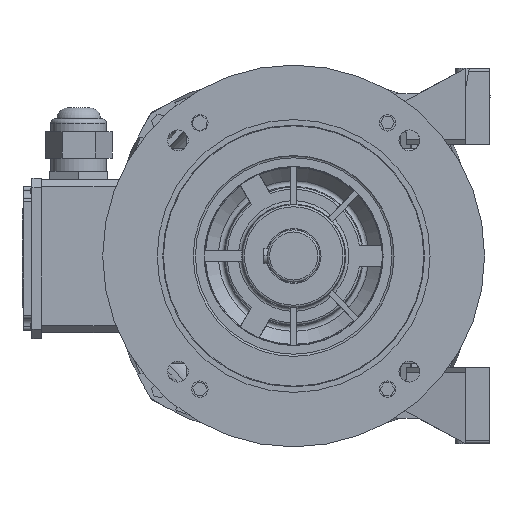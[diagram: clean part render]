
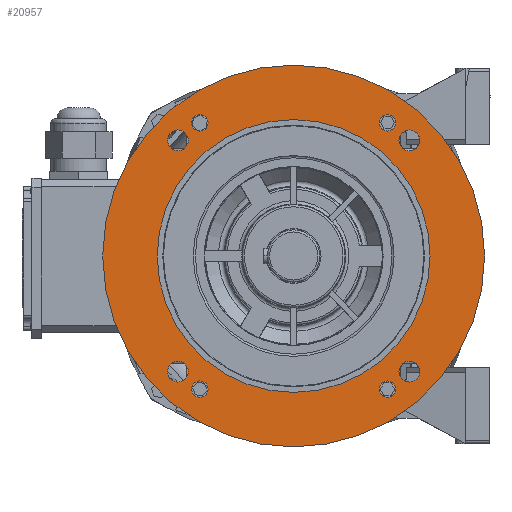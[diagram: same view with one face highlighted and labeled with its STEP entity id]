
A CAD part, left-side view. The second image highlights one B-rep face of the part: STEP entity #20957.
In plain terms, the highlighted planar face has unit normal (-1, 0, 0).
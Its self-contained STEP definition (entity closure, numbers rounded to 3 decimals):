
#3669=FACE_BOUND('',#31276,.T.);
#3670=FACE_BOUND('',#31277,.T.);
#3671=FACE_BOUND('',#31278,.T.);
#3672=FACE_BOUND('',#31279,.T.);
#3673=FACE_BOUND('',#31280,.T.);
#3674=FACE_BOUND('',#31281,.T.);
#3675=FACE_BOUND('',#31282,.T.);
#3676=FACE_BOUND('',#31283,.T.);
#3677=FACE_BOUND('',#31284,.T.);
#3678=FACE_BOUND('',#31285,.T.);
#20957=ADVANCED_FACE('',(#3669,#3670,#3671,#3672,#3673,#3674,#3675,#3676,
#3677,#3678),#24368,.T.);
#24368=PLANE('',#78673);
#31276=EDGE_LOOP('',(#40524));
#31277=EDGE_LOOP('',(#40525));
#31278=EDGE_LOOP('',(#40526));
#31279=EDGE_LOOP('',(#40527));
#31280=EDGE_LOOP('',(#40528));
#31281=EDGE_LOOP('',(#40529));
#31282=EDGE_LOOP('',(#40530));
#31283=EDGE_LOOP('',(#40531));
#31284=EDGE_LOOP('',(#40532));
#31285=EDGE_LOOP('',(#40533));
#40524=ORIENTED_EDGE('',*,*,#67363,.T.);
#40525=ORIENTED_EDGE('',*,*,#67387,.T.);
#40526=ORIENTED_EDGE('',*,*,#67443,.T.);
#40527=ORIENTED_EDGE('',*,*,#67480,.T.);
#40528=ORIENTED_EDGE('',*,*,#67451,.T.);
#40529=ORIENTED_EDGE('',*,*,#67366,.T.);
#40530=ORIENTED_EDGE('',*,*,#67369,.T.);
#40531=ORIENTED_EDGE('',*,*,#67372,.T.);
#40532=ORIENTED_EDGE('',*,*,#67375,.T.);
#40533=ORIENTED_EDGE('',*,*,#67479,.T.);
#59074=VERTEX_POINT('',#115807);
#59077=VERTEX_POINT('',#115815);
#59080=VERTEX_POINT('',#115823);
#59083=VERTEX_POINT('',#115831);
#59086=VERTEX_POINT('',#115839);
#59096=VERTEX_POINT('',#115876);
#59140=VERTEX_POINT('',#116096);
#59145=VERTEX_POINT('',#116114);
#59170=VERTEX_POINT('',#116170);
#59171=VERTEX_POINT('',#116173);
#67363=EDGE_CURVE('',#59074,#59074,#75594,.T.);
#67366=EDGE_CURVE('',#59077,#59077,#75597,.T.);
#67369=EDGE_CURVE('',#59080,#59080,#75600,.T.);
#67372=EDGE_CURVE('',#59083,#59083,#75603,.T.);
#67375=EDGE_CURVE('',#59086,#59086,#75606,.T.);
#67387=EDGE_CURVE('',#59096,#59096,#75614,.T.);
#67443=EDGE_CURVE('',#59140,#59140,#75641,.T.);
#67451=EDGE_CURVE('',#59145,#59145,#75648,.T.);
#67479=EDGE_CURVE('',#59170,#59170,#75664,.T.);
#67480=EDGE_CURVE('',#59171,#59171,#75665,.T.);
#75594=CIRCLE('',#78569,125.);
#75597=CIRCLE('',#78574,7.5);
#75600=CIRCLE('',#78579,7.5);
#75603=CIRCLE('',#78584,7.5);
#75606=CIRCLE('',#78589,7.5);
#75614=CIRCLE('',#78600,9.5);
#75641=CIRCLE('',#78642,9.5);
#75648=CIRCLE('',#78651,9.5);
#75664=CIRCLE('',#78670,175.);
#75665=CIRCLE('',#78672,9.5);
#78569=AXIS2_PLACEMENT_3D('',#115806,#87952,#87953);
#78574=AXIS2_PLACEMENT_3D('',#115814,#87962,#87963);
#78579=AXIS2_PLACEMENT_3D('',#115822,#87972,#87973);
#78584=AXIS2_PLACEMENT_3D('',#115830,#87982,#87983);
#78589=AXIS2_PLACEMENT_3D('',#115838,#87992,#87993);
#78600=AXIS2_PLACEMENT_3D('',#115875,#88015,#88016);
#78642=AXIS2_PLACEMENT_3D('',#116095,#88109,#88110);
#78651=AXIS2_PLACEMENT_3D('',#116113,#88127,#88128);
#78670=AXIS2_PLACEMENT_3D('',#116169,#88177,#88178);
#78672=AXIS2_PLACEMENT_3D('',#116172,#88181,#88182);
#78673=AXIS2_PLACEMENT_3D('',#116174,#88183,#88184);
#87952=DIRECTION('',(1.,0.,0.));
#87953=DIRECTION('',(0.,1.,0.));
#87962=DIRECTION('',(1.,0.,0.));
#87963=DIRECTION('',(0.,1.,0.));
#87972=DIRECTION('',(1.,0.,0.));
#87973=DIRECTION('',(0.,1.,0.));
#87982=DIRECTION('',(1.,0.,0.));
#87983=DIRECTION('',(0.,1.,0.));
#87992=DIRECTION('',(1.,0.,0.));
#87993=DIRECTION('',(0.,1.,0.));
#88015=DIRECTION('',(1.,0.,0.));
#88016=DIRECTION('',(0.,0.,1.));
#88109=DIRECTION('',(1.,0.,0.));
#88110=DIRECTION('',(0.,1.,0.));
#88127=DIRECTION('',(1.,0.,0.));
#88128=DIRECTION('',(0.,0.,-1.));
#88177=DIRECTION('',(-1.,0.,0.));
#88178=DIRECTION('',(0.,1.,0.));
#88181=DIRECTION('',(1.,0.,0.));
#88182=DIRECTION('',(0.,-1.,0.));
#88183=DIRECTION('',(-1.,0.,0.));
#88184=DIRECTION('',(0.,-1.,0.));
#115806=CARTESIAN_POINT('',(108.,0.,0.));
#115807=CARTESIAN_POINT('',(108.,125.,0.));
#115814=CARTESIAN_POINT('',(108.,86.,-122.));
#115815=CARTESIAN_POINT('',(108.,93.5,-122.));
#115822=CARTESIAN_POINT('',(108.,-86.,-122.));
#115823=CARTESIAN_POINT('',(108.,-78.5,-122.));
#115830=CARTESIAN_POINT('',(108.,-86.,122.));
#115831=CARTESIAN_POINT('',(108.,-78.5,122.));
#115838=CARTESIAN_POINT('',(108.,86.,122.));
#115839=CARTESIAN_POINT('',(108.,93.5,122.));
#115875=CARTESIAN_POINT('',(108.,-106.066,106.066));
#115876=CARTESIAN_POINT('',(108.,-106.066,115.566));
#116095=CARTESIAN_POINT('',(108.,106.066,106.066));
#116096=CARTESIAN_POINT('',(108.,115.566,106.066));
#116113=CARTESIAN_POINT('',(108.,106.066,-106.066));
#116114=CARTESIAN_POINT('',(108.,106.066,-115.566));
#116169=CARTESIAN_POINT('',(108.,0.,0.));
#116170=CARTESIAN_POINT('',(108.,175.,0.));
#116172=CARTESIAN_POINT('',(108.,-106.066,-106.066));
#116173=CARTESIAN_POINT('',(108.,-115.566,-106.066));
#116174=CARTESIAN_POINT('',(108.,-192.6,192.6));
